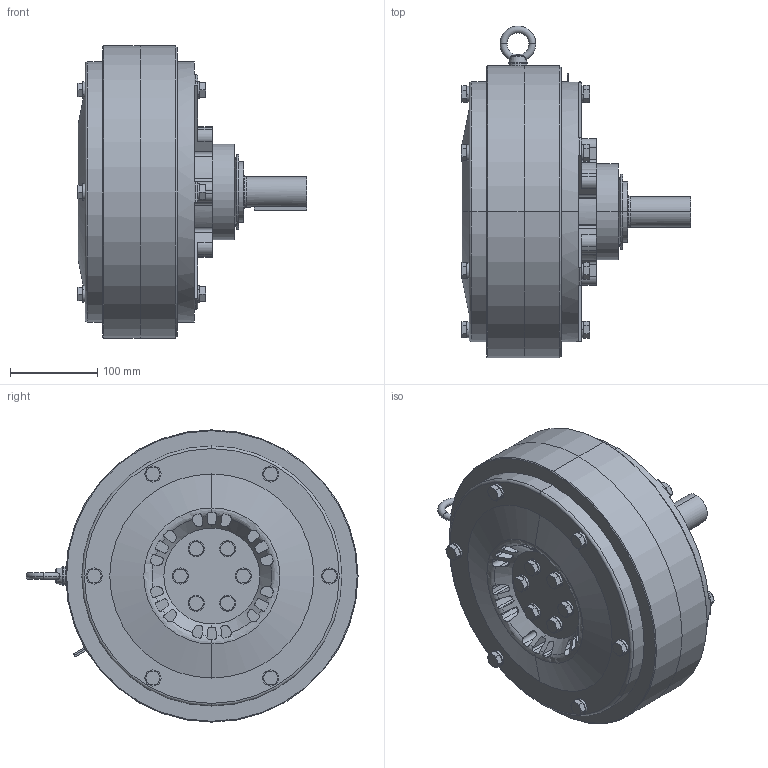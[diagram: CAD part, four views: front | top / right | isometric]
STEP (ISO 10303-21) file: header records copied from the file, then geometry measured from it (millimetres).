
FILE_DESCRIPTION (( 'STEP AP203' ), '1' );
FILE_NAME ('YPP616677.STEP', '2021-12-04T00:31:38', ( '' ), ( '' ), 'SwSTEP 2.0', 'SolidWorks 2018', '' );
FILE_SCHEMA (( 'CONFIG_CONTROL_DESIGN' ));
Length unit declared in the file: millimetre
Products named in the file (1): YPP616677
Bounding box: 262.9 x 380.5 x 335 mm (x, y, z)
Volume: 10888569 mm3; surface area: 595443.9 mm2
Topology: 20 solids, 20 shells, 1012 faces, 2579 edges, 1620 vertices
Faces by surface type: plane 457, cylinder 411, cone 122, torus 22
Entity records: 32588 total; most frequent: CARTESIAN_POINT 8024, DIRECTION 5269, ORIENTED_EDGE 5110, EDGE_CURVE 2555, AXIS2_PLACEMENT_3D 2083, VERTEX_POINT 1620, LINE 1103, VECTOR 1103
